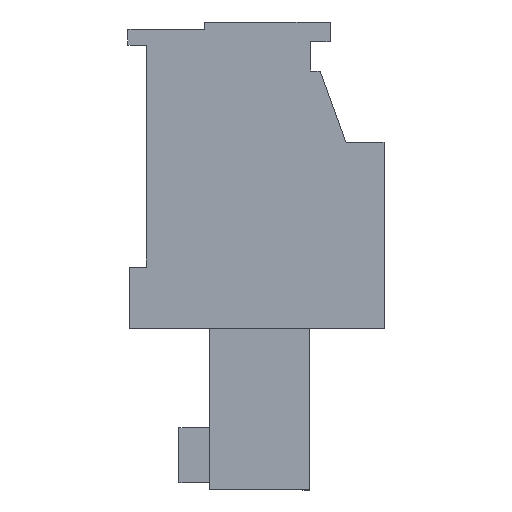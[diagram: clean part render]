
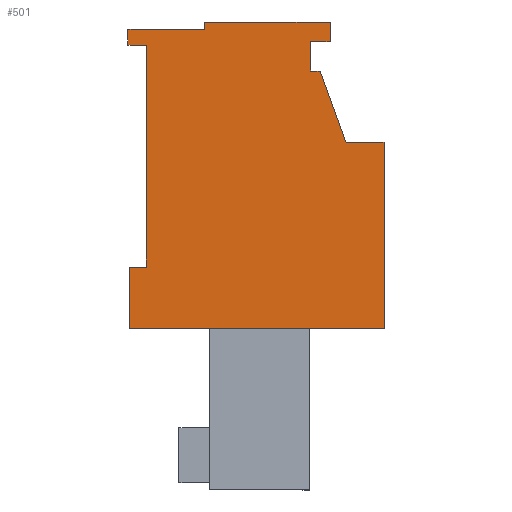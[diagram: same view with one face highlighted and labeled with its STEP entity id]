
A CAD part, left-side view. The second image highlights one B-rep face of the part: STEP entity #501.
In plain terms, the highlighted planar face has unit normal (-1, 0, 0).
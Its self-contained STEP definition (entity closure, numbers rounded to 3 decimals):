
#385=AXIS2_PLACEMENT_3D('Plane Axis2P3D',#382,#383,#384) ;
#42=CARTESIAN_POINT('Vertex',(0.,3.,18.3)) ;
#45=CARTESIAN_POINT('Line Origine',(0.,3.,17.7)) ;
#49=CARTESIAN_POINT('Vertex',(0.,3.,17.1)) ;
#76=CARTESIAN_POINT('Line Origine',(0.,2.6,18.3)) ;
#80=CARTESIAN_POINT('Vertex',(0.,2.2,18.3)) ;
#382=CARTESIAN_POINT('Axis2P3D Location',(0.,5.2,6.6)) ;
#387=CARTESIAN_POINT('Line Origine',(0.,0.,10.4)) ;
#391=CARTESIAN_POINT('Vertex',(0.,0.,14.2)) ;
#393=CARTESIAN_POINT('Vertex',(0.,0.,6.6)) ;
#396=CARTESIAN_POINT('Line Origine',(0.,0.775,14.2)) ;
#400=CARTESIAN_POINT('Vertex',(0.,1.55,14.2)) ;
#403=CARTESIAN_POINT('Line Origine',(0.,2.078,15.65)) ;
#407=CARTESIAN_POINT('Vertex',(0.,2.606,17.1)) ;
#410=CARTESIAN_POINT('Line Origine',(0.,2.803,17.1)) ;
#415=CARTESIAN_POINT('Line Origine',(0.,2.2,18.7)) ;
#419=CARTESIAN_POINT('Vertex',(0.,2.2,19.1)) ;
#422=CARTESIAN_POINT('Line Origine',(0.,4.76,19.1)) ;
#426=CARTESIAN_POINT('Vertex',(0.,7.32,19.1)) ;
#429=CARTESIAN_POINT('Line Origine',(0.,7.32,18.95)) ;
#433=CARTESIAN_POINT('Vertex',(0.,7.32,18.8)) ;
#436=CARTESIAN_POINT('Line Origine',(0.,8.885,18.8)) ;
#440=CARTESIAN_POINT('Vertex',(0.,10.45,18.8)) ;
#443=CARTESIAN_POINT('Line Origine',(0.,10.45,18.475)) ;
#447=CARTESIAN_POINT('Vertex',(0.,10.45,18.15)) ;
#450=CARTESIAN_POINT('Line Origine',(0.,10.075,18.15)) ;
#454=CARTESIAN_POINT('Vertex',(0.,9.7,18.15)) ;
#457=CARTESIAN_POINT('Line Origine',(0.,9.7,13.625)) ;
#461=CARTESIAN_POINT('Vertex',(0.,9.7,9.1)) ;
#464=CARTESIAN_POINT('Line Origine',(0.,10.05,9.1)) ;
#468=CARTESIAN_POINT('Vertex',(0.,10.4,9.1)) ;
#471=CARTESIAN_POINT('Line Origine',(0.,10.4,7.85)) ;
#475=CARTESIAN_POINT('Vertex',(0.,10.4,6.6)) ;
#478=CARTESIAN_POINT('Line Origine',(0.,5.2,6.6)) ;
#46=DIRECTION('Vector Direction',(0.,0.,1.)) ;
#77=DIRECTION('Vector Direction',(0.,1.,0.)) ;
#383=DIRECTION('Axis2P3D Direction',(-1.,0.,0.)) ;
#384=DIRECTION('Axis2P3D XDirection',(0.,-1.,0.)) ;
#388=DIRECTION('Vector Direction',(0.,0.,-1.)) ;
#397=DIRECTION('Vector Direction',(0.,1.,0.)) ;
#404=DIRECTION('Vector Direction',(0.,0.342,0.94)) ;
#411=DIRECTION('Vector Direction',(0.,1.,0.)) ;
#416=DIRECTION('Vector Direction',(0.,0.,1.)) ;
#423=DIRECTION('Vector Direction',(0.,1.,0.)) ;
#430=DIRECTION('Vector Direction',(0.,0.,1.)) ;
#437=DIRECTION('Vector Direction',(0.,1.,0.)) ;
#444=DIRECTION('Vector Direction',(0.,0.,-1.)) ;
#451=DIRECTION('Vector Direction',(0.,-1.,0.)) ;
#458=DIRECTION('Vector Direction',(0.,0.,-1.)) ;
#465=DIRECTION('Vector Direction',(0.,-1.,0.)) ;
#472=DIRECTION('Vector Direction',(0.,0.,1.)) ;
#479=DIRECTION('Vector Direction',(0.,1.,0.)) ;
#47=VECTOR('Line Direction',#46,1.) ;
#78=VECTOR('Line Direction',#77,1.) ;
#389=VECTOR('Line Direction',#388,1.) ;
#398=VECTOR('Line Direction',#397,1.) ;
#405=VECTOR('Line Direction',#404,1.) ;
#412=VECTOR('Line Direction',#411,1.) ;
#417=VECTOR('Line Direction',#416,1.) ;
#424=VECTOR('Line Direction',#423,1.) ;
#431=VECTOR('Line Direction',#430,1.) ;
#438=VECTOR('Line Direction',#437,1.) ;
#445=VECTOR('Line Direction',#444,1.) ;
#452=VECTOR('Line Direction',#451,1.) ;
#459=VECTOR('Line Direction',#458,1.) ;
#466=VECTOR('Line Direction',#465,1.) ;
#473=VECTOR('Line Direction',#472,1.) ;
#480=VECTOR('Line Direction',#479,1.) ;
#484=ORIENTED_EDGE('',*,*,#395,.F.) ;
#485=ORIENTED_EDGE('',*,*,#402,.T.) ;
#486=ORIENTED_EDGE('',*,*,#409,.T.) ;
#487=ORIENTED_EDGE('',*,*,#414,.T.) ;
#488=ORIENTED_EDGE('',*,*,#51,.T.) ;
#489=ORIENTED_EDGE('',*,*,#82,.F.) ;
#490=ORIENTED_EDGE('',*,*,#421,.T.) ;
#491=ORIENTED_EDGE('',*,*,#428,.T.) ;
#492=ORIENTED_EDGE('',*,*,#435,.F.) ;
#493=ORIENTED_EDGE('',*,*,#442,.T.) ;
#494=ORIENTED_EDGE('',*,*,#449,.T.) ;
#495=ORIENTED_EDGE('',*,*,#456,.T.) ;
#496=ORIENTED_EDGE('',*,*,#463,.T.) ;
#497=ORIENTED_EDGE('',*,*,#470,.F.) ;
#498=ORIENTED_EDGE('',*,*,#477,.F.) ;
#499=ORIENTED_EDGE('',*,*,#482,.F.) ;
#501=ADVANCED_FACE('HOUSING',(#500),#386,.T.) ;
#51=EDGE_CURVE('',#50,#43,#48,.T.) ;
#82=EDGE_CURVE('',#81,#43,#79,.T.) ;
#395=EDGE_CURVE('',#392,#394,#390,.T.) ;
#402=EDGE_CURVE('',#392,#401,#399,.T.) ;
#409=EDGE_CURVE('',#401,#408,#406,.T.) ;
#414=EDGE_CURVE('',#408,#50,#413,.T.) ;
#421=EDGE_CURVE('',#81,#420,#418,.T.) ;
#428=EDGE_CURVE('',#420,#427,#425,.T.) ;
#435=EDGE_CURVE('',#434,#427,#432,.T.) ;
#442=EDGE_CURVE('',#434,#441,#439,.T.) ;
#449=EDGE_CURVE('',#441,#448,#446,.T.) ;
#456=EDGE_CURVE('',#448,#455,#453,.T.) ;
#463=EDGE_CURVE('',#455,#462,#460,.T.) ;
#470=EDGE_CURVE('',#469,#462,#467,.T.) ;
#477=EDGE_CURVE('',#476,#469,#474,.T.) ;
#482=EDGE_CURVE('',#394,#476,#481,.T.) ;
#483=EDGE_LOOP('',(#484,#485,#486,#487,#488,#489,#490,#491,#492,#493,#494,#495,#496,#497,#498,#499)) ;
#500=FACE_OUTER_BOUND('',#483,.T.) ;
#48=LINE('Line',#45,#47) ;
#79=LINE('Line',#76,#78) ;
#390=LINE('Line',#387,#389) ;
#399=LINE('Line',#396,#398) ;
#406=LINE('Line',#403,#405) ;
#413=LINE('Line',#410,#412) ;
#418=LINE('Line',#415,#417) ;
#425=LINE('Line',#422,#424) ;
#432=LINE('Line',#429,#431) ;
#439=LINE('Line',#436,#438) ;
#446=LINE('Line',#443,#445) ;
#453=LINE('Line',#450,#452) ;
#460=LINE('Line',#457,#459) ;
#467=LINE('Line',#464,#466) ;
#474=LINE('Line',#471,#473) ;
#481=LINE('Line',#478,#480) ;
#386=PLANE('',#385) ;
#43=VERTEX_POINT('',#42) ;
#50=VERTEX_POINT('',#49) ;
#81=VERTEX_POINT('',#80) ;
#392=VERTEX_POINT('',#391) ;
#394=VERTEX_POINT('',#393) ;
#401=VERTEX_POINT('',#400) ;
#408=VERTEX_POINT('',#407) ;
#420=VERTEX_POINT('',#419) ;
#427=VERTEX_POINT('',#426) ;
#434=VERTEX_POINT('',#433) ;
#441=VERTEX_POINT('',#440) ;
#448=VERTEX_POINT('',#447) ;
#455=VERTEX_POINT('',#454) ;
#462=VERTEX_POINT('',#461) ;
#469=VERTEX_POINT('',#468) ;
#476=VERTEX_POINT('',#475) ;
